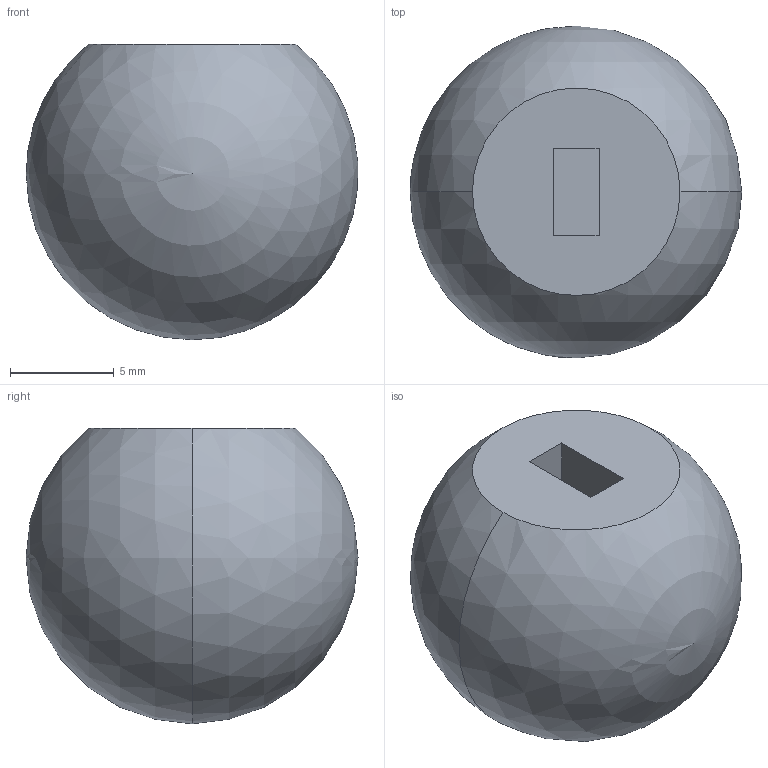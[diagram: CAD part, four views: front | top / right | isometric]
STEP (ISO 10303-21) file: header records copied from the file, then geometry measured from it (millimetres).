
FILE_DESCRIPTION (( 'STEP AP214' ), '1' );
FILE_NAME ('top-ball.STEP', '2025-09-16T14:08:10', ( '' ), ( '' ), 'SwSTEP 2.0', 'SolidWorks 2023', '' );
FILE_SCHEMA (( 'AUTOMOTIVE_DESIGN' ));
Length unit declared in the file: millimetre
Products named in the file (2): top-ball
Assembly tree (1 placements, depth 2):
  top-ball
    top-ball
Bounding box: 15.98 x 16 x 14.24 mm (x, y, z)
Volume: 2034.1 mm3; surface area: 848.3 mm2
Topology: 1 solids, 1 shells, 8 faces, 21 edges, 14 vertices
Faces by surface type: plane 6, sphere 2
Entity records: 267 total; most frequent: DIRECTION 44, CARTESIAN_POINT 39, ORIENTED_EDGE 32, AXIS2_PLACEMENT_3D 16, EDGE_CURVE 16, LINE 12, VECTOR 12, VERTEX_POINT 11
